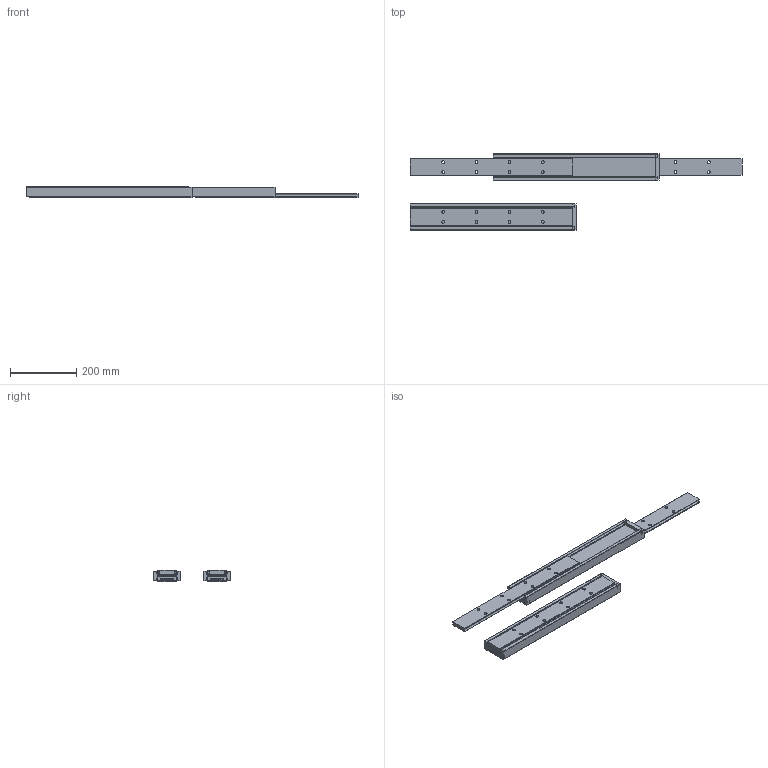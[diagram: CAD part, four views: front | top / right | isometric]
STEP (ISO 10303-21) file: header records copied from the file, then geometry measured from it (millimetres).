
FILE_DESCRIPTION(/* description */ ('Zusammenbau xx4180-080-035-0050U'),/* implementation_level */ '2;1');
FILE_NAME(/* name */ 'xx4180-080-035-0050U.stp',/* time_stamp */ '2022-06-28T11:42:46+02:00',/* author */ ('rkath'),/* organization */ ('ACCURIDE International GmbH'),/* preprocessor_version */ 'ST-DEVELOPER v17',/* originating_system */ 'Autodesk Inventor 2018',/* authorisation */ '');
FILE_SCHEMA (('AUTOMOTIVE_DESIGN { 1 0 10303 214 3 1 1 }'));
Length unit declared in the file: millimetre
Products named in the file (7): xx4180-080-035-0050U; xx4180-080-035-0050; 4180_OM; 4180_Anschlag; 4180_IM; 4180_Retainer; 15010440
Assembly tree (103 placements, depth 3):
  xx4180-080-035-0050U
    4180_IM  x2
    4180_OM
    4180_Anschlag  x2
    4180_Retainer  x2
    15010440  x44
    xx4180-080-035-0050
      4180_IM  x2
      4180_OM
      4180_Anschlag  x2
      4180_Retainer  x2
      15010440  x44
Bounding box: 1000 x 230 x 35 mm (x, y, z)
Volume: 2139824.4 mm3; surface area: 712241 mm2
Topology: 102 solids, 102 shells, 1240 faces, 4004 edges, 2680 vertices
Faces by surface type: bspline 524, plane 468, cylinder 160, sphere 88
Full cylindrical faces by diameter (mm): 8.376 x32, 9.98 x88
Entity records: 12786 total; most frequent: CARTESIAN_POINT 3867, ORIENTED_EDGE 1956, DIRECTION 1381, EDGE_CURVE 978, VERTEX_POINT 656, LINE 533, VECTOR 533, AXIS2_PLACEMENT_3D 424
